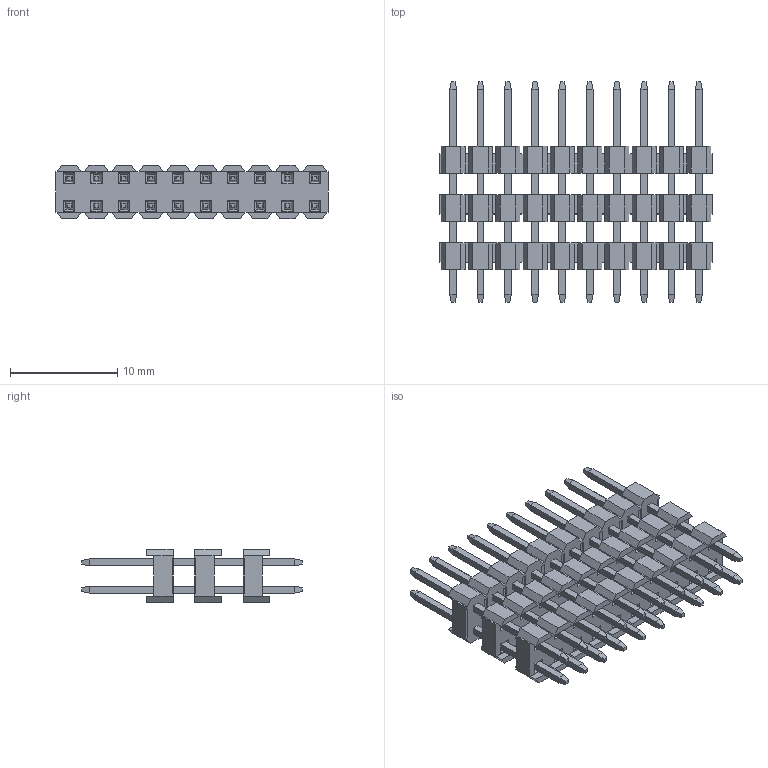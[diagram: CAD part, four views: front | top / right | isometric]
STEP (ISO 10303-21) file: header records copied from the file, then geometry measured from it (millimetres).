
FILE_DESCRIPTION( ('This file contains a STEP AP42 implementation' ,'as created by ZW3D STEP Interface translator.') ,'2;1' );
FILE_NAME( '1125-32XXXXSXXXXXXX(·´Ïò).stp' ,'23 331.163657', (''), ('ZWCAD Software Co.'), 'Version 1.0', 'ZW3D to STEP translator', '' );
FILE_SCHEMA(('AUTOMOTIVE_DESIGN { 1 0 10303 214 1 1 1 1 }'));
Length unit declared in the file: millimetre
Products named in the file (2): 0; 1125-3220XXS185XXXX(毀砃)
Bounding box: 25.4 x 20.5 x 5 mm (x, y, z)
Volume: 796.4 mm3; surface area: 2578.6 mm2
Topology: 23 solids, 23 shells, 1297 faces, 3152 edges, 1928 vertices
Faces by surface type: plane 1297
Entity records: 37976 total; most frequent: CARTESIAN_POINT 6378, ORIENTED_EDGE 6304, DIRECTION 5748, VECTOR 3152, LINE 3152, EDGE_CURVE 3152, VERTEX_POINT 1928, EDGE_LOOP 1444
